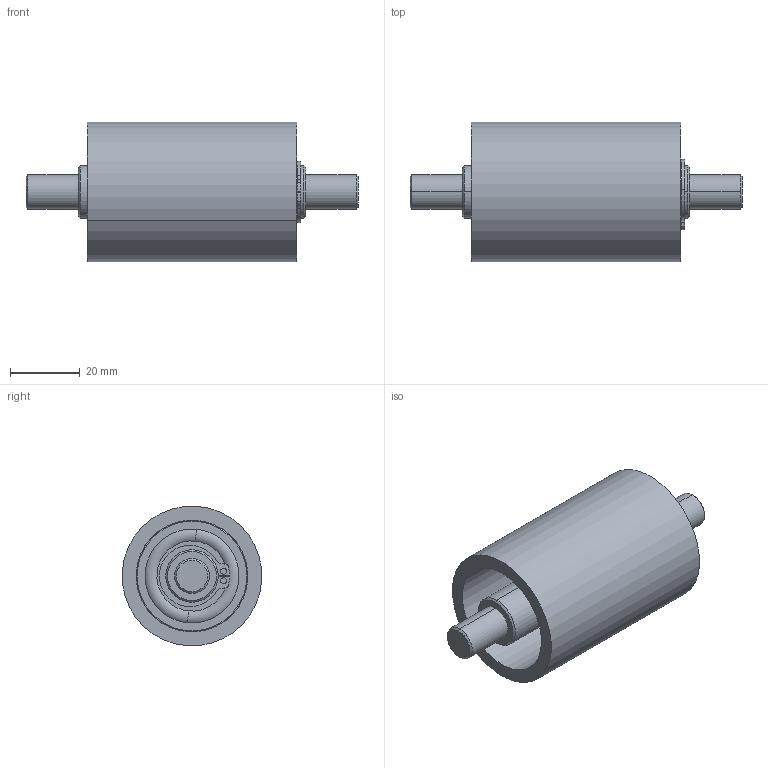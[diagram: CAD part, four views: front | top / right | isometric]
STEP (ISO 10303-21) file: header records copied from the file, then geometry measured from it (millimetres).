
FILE_DESCRIPTION (( 'STEP AP203' ), '1' );
FILE_NAME ('0134.STEP', '2025-06-17T14:44:32', ( '' ), ( '' ), 'SwSTEP 2.0', 'SolidWorks 2024', '' );
FILE_SCHEMA (( 'CONFIG_CONTROL_DESIGN' ));
Length unit declared in the file: millimetre
Products named in the file (5): radial ball bearing_68_din_DIN 625 - 6002 - 12,SI,NC,12_68; 50358; 0134; 73357; circlip for shafts normal_din_Circlip DIN 471 - 15 x 1
Assembly tree (6 placements, depth 2):
  0134
    50358
    73357
    radial ball bearing_68_din_DIN 625 - 6002 - 12,SI,NC,12_68  x2
    circlip for shafts normal_din_Circlip DIN 471 - 15 x 1  x2
Bounding box: 95 x 39.91 x 39.91 mm (x, y, z)
Volume: 60530.1 mm3; surface area: 26371.7 mm2
Topology: 6 solids, 6 shells, 142 faces, 314 edges, 196 vertices
Faces by surface type: cylinder 78, plane 32, torus 24, cone 8
Entity records: 3141 total; most frequent: DIRECTION 528, CARTESIAN_POINT 423, ORIENTED_EDGE 396, AXIS2_PLACEMENT_3D 229, EDGE_CURVE 198, CIRCLE 128, VERTEX_POINT 124, EDGE_LOOP 110
